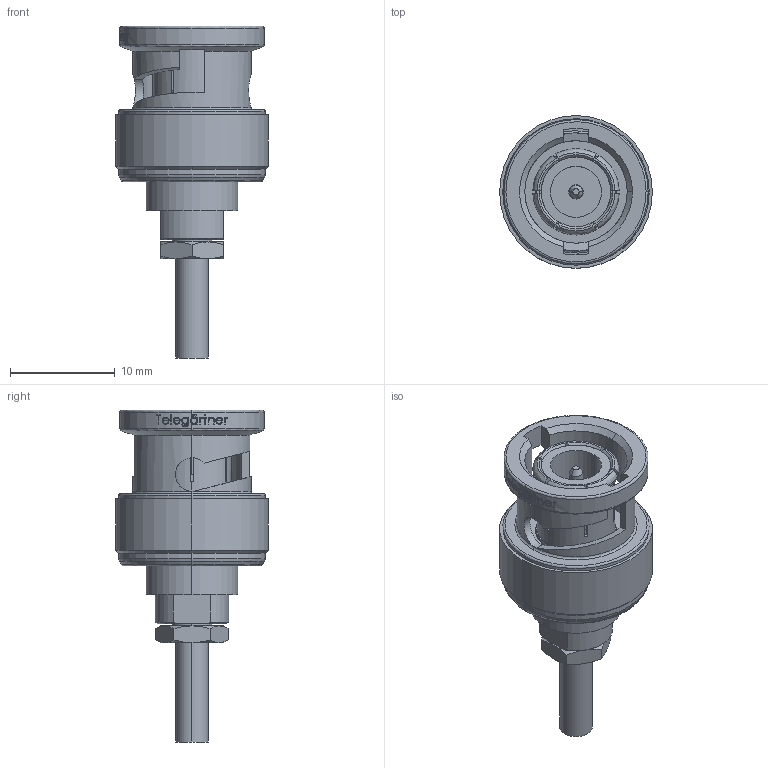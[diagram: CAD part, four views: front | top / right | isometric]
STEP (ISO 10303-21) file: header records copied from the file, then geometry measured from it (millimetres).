
FILE_DESCRIPTION (( 'STEP AP214' ), '1' );
FILE_NAME ('245-CON-BNC-S.STEP', '2021-04-06T08:48:52', ( '' ), ( '' ), 'SwSTEP 2.0', 'SolidWorks 2017', '' );
FILE_SCHEMA (( 'AUTOMOTIVE_DESIGN' ));
Length unit declared in the file: millimetre
Products named in the file (1): 245-CON-BNC-S
Bounding box: 14.6 x 14.6 x 31.75 mm (x, y, z)
Volume: 1897.6 mm3; surface area: 2087.9 mm2
Topology: 1 solids, 1 shells, 331 faces, 873 edges, 571 vertices
Faces by surface type: plane 119, bspline 102, cylinder 69, cone 41
Entity records: 17135 total; most frequent: CARTESIAN_POINT 5914, ORIENTED_EDGE 1746, DIRECTION 1304, EDGE_CURVE 873, VERTEX_POINT 571, AXIS2_PLACEMENT_3D 467, VECTOR 370, LINE 370
